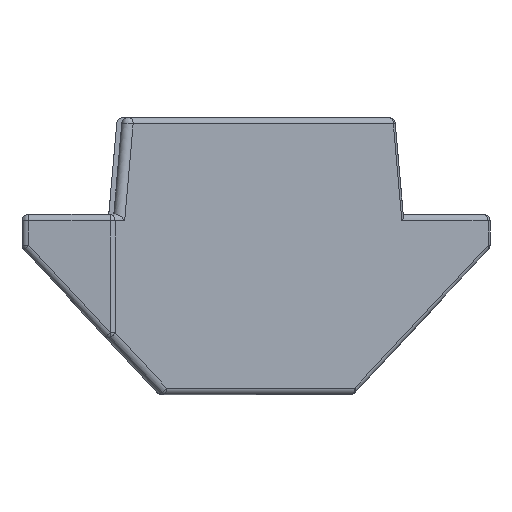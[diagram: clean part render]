
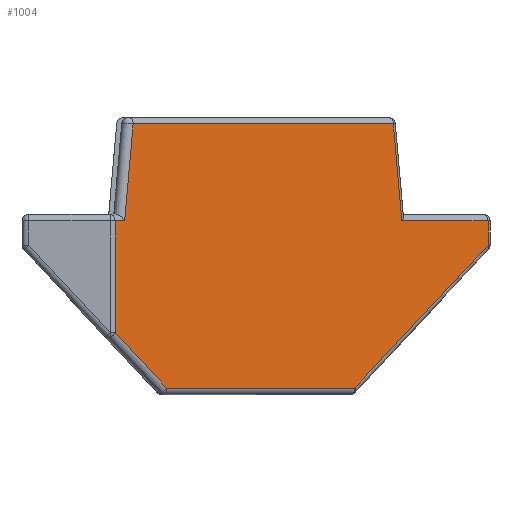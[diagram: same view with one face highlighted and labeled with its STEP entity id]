
A CAD part, left-side view. The second image highlights one B-rep face of the part: STEP entity #1004.
In plain terms, the highlighted planar face has unit normal (-0.707, -0.707, 0).
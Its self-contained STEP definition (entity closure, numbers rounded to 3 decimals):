
#7 = DIRECTION ( 'NONE',  ( -0.707, 0.707, 0. ) ) ;
#42 = VECTOR ( 'NONE', #841, 1000. ) ;
#71 = VECTOR ( 'NONE', #1242, 1000. ) ;
#73 = VERTEX_POINT ( 'NONE', #346 ) ;
#85 = EDGE_CURVE ( 'NONE', #611, #1330, #161, .T. ) ;
#129 = ORIENTED_EDGE ( 'NONE', *, *, #1585, .T. ) ;
#132 = VECTOR ( 'NONE', #1587, 1000. ) ;
#141 = VERTEX_POINT ( 'NONE', #752 ) ;
#158 = DIRECTION ( 'NONE',  ( 0.707, -0.707, 0. ) ) ;
#161 = LINE ( 'NONE', #912, #1473 ) ;
#185 = CARTESIAN_POINT ( 'NONE',  ( -9.591, 4.217, -0.7 ) ) ;
#189 = ORIENTED_EDGE ( 'NONE', *, *, #250, .T. ) ;
#196 = ORIENTED_EDGE ( 'NONE', *, *, #1153, .T. ) ;
#223 = ORIENTED_EDGE ( 'NONE', *, *, #1291, .T. ) ;
#238 = LINE ( 'NONE', #1997, #2002 ) ;
#250 = EDGE_CURVE ( 'NONE', #73, #1715, #1598, .T. ) ;
#291 = ORIENTED_EDGE ( 'NONE', *, *, #1436, .T. ) ;
#299 = EDGE_CURVE ( 'NONE', #141, #611, #1955, .T. ) ;
#327 = CARTESIAN_POINT ( 'NONE',  ( 1.578, -6.952, 4.487 ) ) ;
#346 = CARTESIAN_POINT ( 'NONE',  ( -9.303, 3.929, 5.2 ) ) ;
#356 = DIRECTION ( 'NONE',  ( -0.707, 0.707, 0. ) ) ;
#381 = CARTESIAN_POINT ( 'NONE',  ( -1.012, -4.362, 5.2 ) ) ;
#406 = CARTESIAN_POINT ( 'NONE',  ( -9.65, 4.276, 5.2 ) ) ;
#408 = VERTEX_POINT ( 'NONE', #1286 ) ;
#429 = EDGE_CURVE ( 'NONE', #864, #408, #1299, .T. ) ;
#436 = VERTEX_POINT ( 'NONE', #381 ) ;
#510 = CARTESIAN_POINT ( 'NONE',  ( -11.444, 6.07, -0.7 ) ) ;
#559 = EDGE_LOOP ( 'NONE', ( #2042, #129, #1289, #291, #189, #223, #762, #858, #196, #1696 ) ) ;
#566 = EDGE_CURVE ( 'NONE', #2187, #436, #1923, .T. ) ;
#611 = VERTEX_POINT ( 'NONE', #1543 ) ;
#617 = CARTESIAN_POINT ( 'NONE',  ( -9.844, 4.47, -0.98 ) ) ;
#657 = CARTESIAN_POINT ( 'NONE',  ( -0.661, -4.713, 1.187 ) ) ;
#722 = FACE_OUTER_BOUND ( 'NONE', #559, .T. ) ;
#735 = CARTESIAN_POINT ( 'NONE',  ( -9.591, 4.217, 5.2 ) ) ;
#752 = CARTESIAN_POINT ( 'NONE',  ( -9.591, 4.217, 1.858 ) ) ;
#762 = ORIENTED_EDGE ( 'NONE', *, *, #299, .T. ) ;
#790 = CARTESIAN_POINT ( 'NONE',  ( -8.309, 2.935, 0.482 ) ) ;
#826 = VECTOR ( 'NONE', #1755, 1000. ) ;
#841 = DIRECTION ( 'NONE',  ( -0.087, 0.087, 0.992 ) ) ;
#843 = CARTESIAN_POINT ( 'NONE',  ( -1.266, -4.108, 8.1 ) ) ;
#858 = ORIENTED_EDGE ( 'NONE', *, *, #85, .T. ) ;
#864 = VERTEX_POINT ( 'NONE', #843 ) ;
#891 = VECTOR ( 'NONE', #7, 1000. ) ;
#912 = CARTESIAN_POINT ( 'NONE',  ( -11.444, 6.07, 0.2 ) ) ;
#945 = LINE ( 'NONE', #185, #71 ) ;
#1004 = ADVANCED_FACE ( 'NONE', ( #722 ), #1672, .F. ) ;
#1021 = LINE ( 'NONE', #657, #42 ) ;
#1034 = DIRECTION ( 'NONE',  ( 0., 0., 1. ) ) ;
#1051 = CARTESIAN_POINT ( 'NONE',  ( 1.567, -6.941, 5.2 ) ) ;
#1062 = DIRECTION ( 'NONE',  ( -0.707, 0.707, 0. ) ) ;
#1118 = CARTESIAN_POINT ( 'NONE',  ( 1.567, -6.941, 4.475 ) ) ;
#1153 = EDGE_CURVE ( 'NONE', #1330, #1388, #2107, .T. ) ;
#1216 = CARTESIAN_POINT ( 'NONE',  ( -11.444, 6.07, 5.2 ) ) ;
#1242 = DIRECTION ( 'NONE',  ( 0., 0., -1. ) ) ;
#1249 = CARTESIAN_POINT ( 'NONE',  ( -2.42, -2.954, 0.2 ) ) ;
#1286 = CARTESIAN_POINT ( 'NONE',  ( -9.049, 3.675, 8.1 ) ) ;
#1289 = ORIENTED_EDGE ( 'NONE', *, *, #429, .T. ) ;
#1291 = EDGE_CURVE ( 'NONE', #1715, #141, #945, .T. ) ;
#1299 = LINE ( 'NONE', #1783, #891 ) ;
#1330 = VERTEX_POINT ( 'NONE', #1249 ) ;
#1388 = VERTEX_POINT ( 'NONE', #1118 ) ;
#1436 = EDGE_CURVE ( 'NONE', #408, #73, #1676, .T. ) ;
#1469 = VECTOR ( 'NONE', #356, 1000. ) ;
#1473 = VECTOR ( 'NONE', #158, 1000. ) ;
#1512 = DIRECTION ( 'NONE',  ( 0.563, -0.563, 0.604 ) ) ;
#1543 = CARTESIAN_POINT ( 'NONE',  ( -8.046, 2.672, 0.2 ) ) ;
#1577 = DIRECTION ( 'NONE',  ( -0.707, 0.707, 0. ) ) ;
#1585 = EDGE_CURVE ( 'NONE', #436, #864, #1021, .T. ) ;
#1587 = DIRECTION ( 'NONE',  ( 0.563, -0.563, -0.604 ) ) ;
#1598 = LINE ( 'NONE', #406, #2115 ) ;
#1672 = PLANE ( 'NONE',  #1913 ) ;
#1676 = LINE ( 'NONE', #617, #826 ) ;
#1696 = ORIENTED_EDGE ( 'NONE', *, *, #2148, .T. ) ;
#1715 = VERTEX_POINT ( 'NONE', #735 ) ;
#1755 = DIRECTION ( 'NONE',  ( -0.087, 0.087, -0.992 ) ) ;
#1783 = CARTESIAN_POINT ( 'NONE',  ( -9.374, 4., 8.1 ) ) ;
#1913 = AXIS2_PLACEMENT_3D ( 'NONE', #510, #2023, #1062 ) ;
#1923 = LINE ( 'NONE', #1216, #1469 ) ;
#1955 = LINE ( 'NONE', #790, #132 ) ;
#1997 = CARTESIAN_POINT ( 'NONE',  ( 1.567, -6.941, -0.7 ) ) ;
#2002 = VECTOR ( 'NONE', #1034, 1000. ) ;
#2023 = DIRECTION ( 'NONE',  ( 0.707, 0.707, 0. ) ) ;
#2042 = ORIENTED_EDGE ( 'NONE', *, *, #566, .T. ) ;
#2107 = LINE ( 'NONE', #327, #2158 ) ;
#2115 = VECTOR ( 'NONE', #1577, 1000. ) ;
#2148 = EDGE_CURVE ( 'NONE', #1388, #2187, #238, .T. ) ;
#2158 = VECTOR ( 'NONE', #1512, 1000. ) ;
#2187 = VERTEX_POINT ( 'NONE', #1051 ) ;
